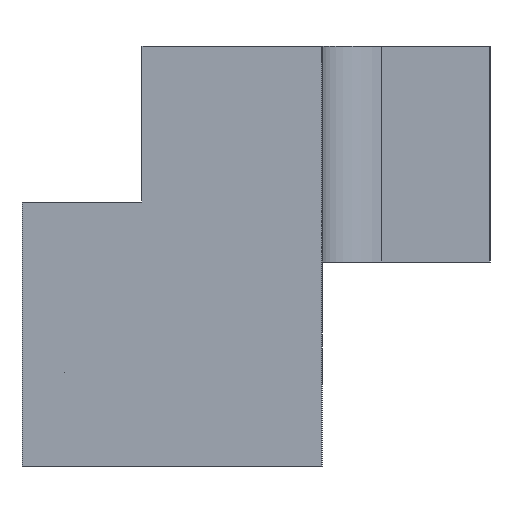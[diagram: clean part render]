
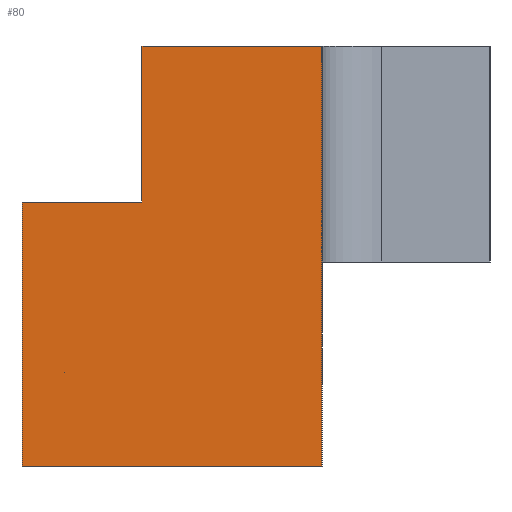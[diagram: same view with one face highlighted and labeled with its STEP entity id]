
A CAD part, left-side view. The second image highlights one B-rep face of the part: STEP entity #80.
In plain terms, the highlighted planar face has unit normal (-1, 0, 0).
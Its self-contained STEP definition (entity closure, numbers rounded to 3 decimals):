
#80 = ADVANCED_FACE( '', ( #171 ), #172, .T. );
#171 = FACE_OUTER_BOUND( '', #268, .T. );
#172 = PLANE( '', #269 );
#268 = EDGE_LOOP( '', ( #442, #443, #444, #445, #446, #447 ) );
#269 = AXIS2_PLACEMENT_3D( '', #448, #449, #450 );
#442 = ORIENTED_EDGE( '', *, *, #551, .T. );
#443 = ORIENTED_EDGE( '', *, *, #575, .T. );
#444 = ORIENTED_EDGE( '', *, *, #616, .F. );
#445 = ORIENTED_EDGE( '', *, *, #605, .T. );
#446 = ORIENTED_EDGE( '', *, *, #617, .F. );
#447 = ORIENTED_EDGE( '', *, *, #589, .F. );
#448 = CARTESIAN_POINT( '', ( -102., -25., 15. ) );
#449 = DIRECTION( '', ( -1., 0., 0. ) );
#450 = DIRECTION( '', ( 0., 0., 1. ) );
#551 = EDGE_CURVE( '', #650, #648, #651, .T. );
#575 = EDGE_CURVE( '', #648, #691, #692, .T. );
#589 = EDGE_CURVE( '', #650, #713, #714, .T. );
#605 = EDGE_CURVE( '', #736, #734, #737, .T. );
#616 = EDGE_CURVE( '', #736, #691, #753, .T. );
#617 = EDGE_CURVE( '', #713, #734, #754, .T. );
#648 = VERTEX_POINT( '', #792 );
#650 = VERTEX_POINT( '', #795 );
#651 = LINE( '', #796, #797 );
#691 = VERTEX_POINT( '', #854 );
#692 = LINE( '', #855, #856 );
#713 = VERTEX_POINT( '', #883 );
#714 = LINE( '', #884, #885 );
#734 = VERTEX_POINT( '', #911 );
#736 = VERTEX_POINT( '', #914 );
#737 = LINE( '', #915, #916 );
#753 = LINE( '', #937, #938 );
#754 = LINE( '', #939, #940 );
#792 = CARTESIAN_POINT( '', ( -102., -11., 8.5 ) );
#795 = CARTESIAN_POINT( '', ( -102., -11., -26.5 ) );
#796 = CARTESIAN_POINT( '', ( -102., -11., -202.123 ) );
#797 = VECTOR( '', #982, 1000. );
#854 = CARTESIAN_POINT( '', ( -102., 4., 8.5 ) );
#855 = CARTESIAN_POINT( '', ( -102., -25., 8.5 ) );
#856 = VECTOR( '', #1003, 1000. );
#883 = CARTESIAN_POINT( '', ( -102., 14., -26.5 ) );
#884 = CARTESIAN_POINT( '', ( -102., -25., -26.5 ) );
#885 = VECTOR( '', #1025, 1000. );
#911 = CARTESIAN_POINT( '', ( -102., 14., -4.5 ) );
#914 = CARTESIAN_POINT( '', ( -102., 4., -4.5 ) );
#915 = CARTESIAN_POINT( '', ( -102., 4., -4.5 ) );
#916 = VECTOR( '', #1042, 1000. );
#937 = CARTESIAN_POINT( '', ( -102., 4., -3.5 ) );
#938 = VECTOR( '', #1054, 1000. );
#939 = CARTESIAN_POINT( '', ( -102., 14., -199.394 ) );
#940 = VECTOR( '', #1055, 1000. );
#982 = DIRECTION( '', ( 0., 0., 1. ) );
#1003 = DIRECTION( '', ( 0., 1., 0. ) );
#1025 = DIRECTION( '', ( 0., 1., 0. ) );
#1042 = DIRECTION( '', ( 0., 1., 0. ) );
#1054 = DIRECTION( '', ( 0., 0., 1. ) );
#1055 = DIRECTION( '', ( 0., 0., 1. ) );
